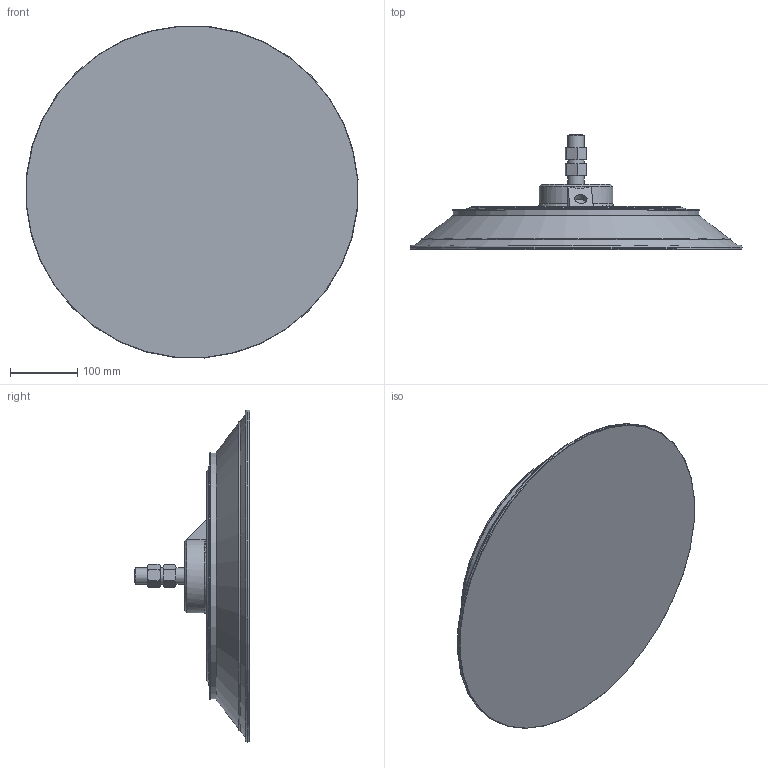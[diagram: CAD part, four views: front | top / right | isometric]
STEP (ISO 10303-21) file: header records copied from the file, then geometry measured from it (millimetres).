
FILE_DESCRIPTION(/* description */ (''),/* implementation_level */ '2;1');
FILE_NAME(/* name */ 'vdl500cn.stp',/* time_stamp */ '2020-11-11T09:15:25+01:00',/* author */ ('enginyeria'),/* organization */ (''),/* preprocessor_version */ 'ST-DEVELOPER v17.2',/* originating_system */ 'Autodesk Inventor 2019',/* authorisation */ '');
FILE_SCHEMA (('CONFIG_CONTROL_DESIGN'));
Length unit declared in the file: millimetre
Products named in the file (1): Pieza16
Bounding box: 493.81 x 172.02 x 493.81 mm (x, y, z)
Volume: 9229329.4 mm3; surface area: 450981.6 mm2
Topology: 1 solids, 1 shells, 76 faces, 207 edges, 145 vertices
Faces by surface type: plane 31, cone 30, cylinder 10, torus 5
Full cylindrical faces by diameter (mm): 18.631 x1, 24 x3, 317 x1, 366.086 x1, 369.086 x1, 495.181 x1
Entity records: 2636 total; most frequent: CARTESIAN_POINT 590, ORIENTED_EDGE 412, DIRECTION 405, EDGE_CURVE 206, AXIS2_PLACEMENT_3D 172, VERTEX_POINT 145, CIRCLE 94, EDGE_LOOP 89
